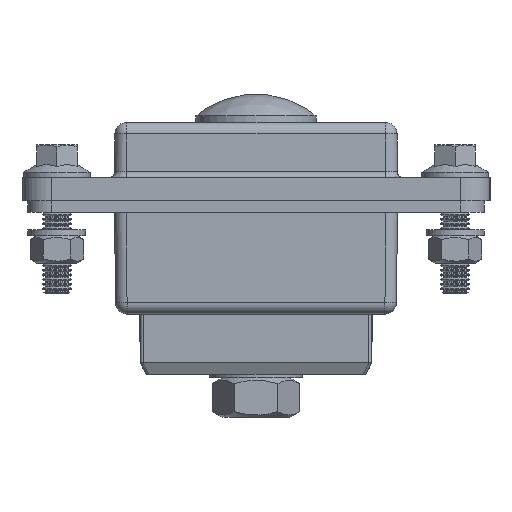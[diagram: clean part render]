
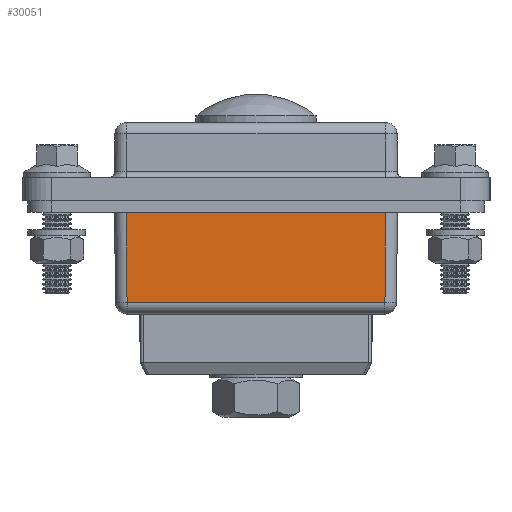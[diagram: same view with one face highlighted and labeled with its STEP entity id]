
A CAD part, left-side view. The second image highlights one B-rep face of the part: STEP entity #30051.
In plain terms, the highlighted planar face has unit normal (-1, 0, 0).
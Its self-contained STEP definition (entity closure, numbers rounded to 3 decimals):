
#24474=CARTESIAN_POINT('',(-100.5,-22.324,8.5));
#24475=VERTEX_POINT('',#24474);
#24525=CARTESIAN_POINT('',(-100.5,22.324,8.5));
#24526=VERTEX_POINT('',#24525);
#24527=CARTESIAN_POINT('',(-100.5,22.324,8.5));
#24528=DIRECTION('',(0.0,-1.0,0.0));
#24529=VECTOR('',#24528,44.648);
#24530=LINE('',#24527,#24529);
#24531=EDGE_CURVE('',#24526,#24475,#24530,.T.);
#24872=CARTESIAN_POINT('',(-100.5,-22.18,-8.));
#24873=VERTEX_POINT('',#24872);
#24874=CARTESIAN_POINT('',(-100.5,-22.324,8.5));
#24875=DIRECTION('',(0.0,0.009,-1.));
#24876=VECTOR('',#24875,16.501);
#24877=LINE('',#24874,#24876);
#24878=EDGE_CURVE('',#24475,#24873,#24877,.T.);
#24904=CARTESIAN_POINT('',(-100.5,22.18,-8.0));
#24905=VERTEX_POINT('',#24904);
#24906=CARTESIAN_POINT('',(-100.5,-22.18,-8.0));
#24907=DIRECTION('',(0.0,1.0,0.0));
#24908=VECTOR('',#24907,44.36);
#24909=LINE('',#24906,#24908);
#24910=EDGE_CURVE('',#24873,#24905,#24909,.T.);
#24943=CARTESIAN_POINT('',(-100.5,22.18,-8.0));
#24944=DIRECTION('',(0.0,0.009,1.));
#24945=VECTOR('',#24944,16.501);
#24946=LINE('',#24943,#24945);
#24947=EDGE_CURVE('',#24905,#24526,#24946,.T.);
#30040=CARTESIAN_POINT('',(-100.5,-24.25,0.0));
#30041=DIRECTION('',(-1.0,0.0,0.0));
#30042=DIRECTION('',(0.0,0.0,1.0));
#30043=AXIS2_PLACEMENT_3D('',#30040,#30041,#30042);
#30044=PLANE('',#30043);
#30045=ORIENTED_EDGE('',*,*,#24910,.F.);
#30046=ORIENTED_EDGE('',*,*,#24878,.F.);
#30047=ORIENTED_EDGE('',*,*,#24531,.F.);
#30048=ORIENTED_EDGE('',*,*,#24947,.F.);
#30049=EDGE_LOOP('',(#30045,#30046,#30047,#30048));
#30050=FACE_OUTER_BOUND('',#30049,.T.);
#30051=ADVANCED_FACE('',(#30050),#30044,.T.);
